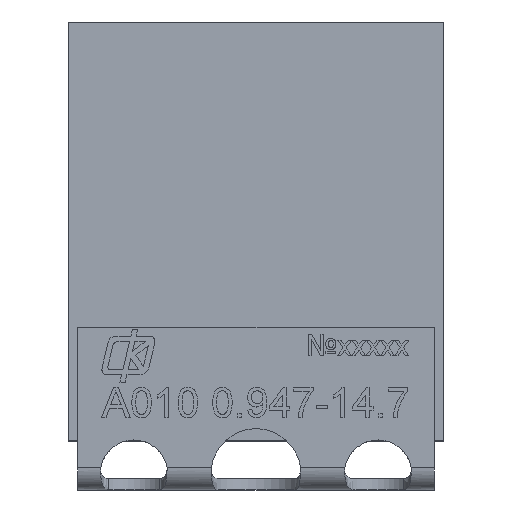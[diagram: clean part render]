
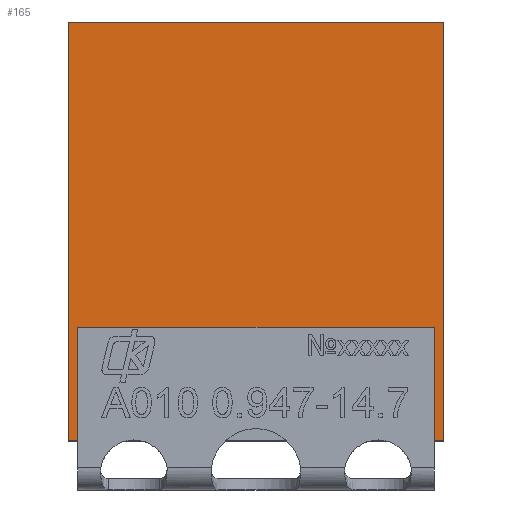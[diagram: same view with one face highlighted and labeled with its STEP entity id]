
A CAD part, top view. The second image highlights one B-rep face of the part: STEP entity #165.
In plain terms, the highlighted planar face has unit normal (0, 0, 1).
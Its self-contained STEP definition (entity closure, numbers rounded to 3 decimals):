
#165=ADVANCED_FACE('',(#3559),#3561,.F.);
#3559=FACE_BOUND('',#3560,.T.);
#3560=EDGE_LOOP('',(#8310,#8311,#8312,#8313,#8314,#8315,#8316,#8317));
#3561=PLANE('',#3562);
#3562=AXIS2_PLACEMENT_3D('',#3563,#3564,#3565);
#3563=CARTESIAN_POINT('',(-5.,5.575,1.8));
#3564=DIRECTION('',(0.,0.,-1.));
#3565=DIRECTION('',(-1.,0.,0.));
#8310=ORIENTED_EDGE('',*,*,#10302,.T.);
#8311=ORIENTED_EDGE('',*,*,#10303,.T.);
#8312=ORIENTED_EDGE('',*,*,#10304,.F.);
#8313=ORIENTED_EDGE('',*,*,#10261,.F.);
#8314=ORIENTED_EDGE('',*,*,#10305,.F.);
#8315=ORIENTED_EDGE('',*,*,#10306,.T.);
#8316=ORIENTED_EDGE('',*,*,#10307,.F.);
#8317=ORIENTED_EDGE('',*,*,#10308,.T.);
#10261=EDGE_CURVE('',#11272,#11264,#11274,.T.);
#10302=EDGE_CURVE('',#11353,#11354,#11355,.T.);
#10303=EDGE_CURVE('',#11354,#11356,#11357,.T.);
#10304=EDGE_CURVE('',#11264,#11356,#11358,.T.);
#10305=EDGE_CURVE('',#11359,#11272,#11360,.T.);
#10306=EDGE_CURVE('',#11359,#11361,#11362,.T.);
#10307=EDGE_CURVE('',#11363,#11361,#11364,.T.);
#10308=EDGE_CURVE('',#11363,#11353,#11365,.T.);
#11264=VERTEX_POINT('',#12936);
#11272=VERTEX_POINT('',#12952);
#11274=LINE('',#12956,#12957);
#11353=VERTEX_POINT('',#13117);
#11354=VERTEX_POINT('',#13118);
#11355=LINE('',#13119,#13120);
#11356=VERTEX_POINT('',#13122);
#11357=LINE('',#13123,#13124);
#11358=LINE('',#13126,#13127);
#11359=VERTEX_POINT('',#13129);
#11360=LINE('',#13130,#13131);
#11361=VERTEX_POINT('',#13133);
#11362=LINE('',#13134,#13135);
#11363=VERTEX_POINT('',#13137);
#11364=LINE('',#13138,#13139);
#11365=LINE('',#13141,#13142);
#12936=CARTESIAN_POINT('',(5.,-5.574,1.8));
#12952=CARTESIAN_POINT('',(5.,5.575,1.8));
#12956=CARTESIAN_POINT('',(5.,5.575,1.8));
#12957=VECTOR('',#12958,1.);
#12958=DIRECTION('',(0.,-1.,0.));
#13117=CARTESIAN_POINT('',(-4.75,-2.55,1.8));
#13118=CARTESIAN_POINT('',(4.75,-2.55,1.8));
#13119=CARTESIAN_POINT('',(-4.75,-2.55,1.8));
#13120=VECTOR('',#13121,1.);
#13121=DIRECTION('',(1.,0.,0.));
#13122=CARTESIAN_POINT('',(4.75,-5.574,1.8));
#13123=CARTESIAN_POINT('',(4.75,-2.55,1.8));
#13124=VECTOR('',#13125,1.);
#13125=DIRECTION('',(0.,-1.,0.));
#13126=CARTESIAN_POINT('',(5.,-5.574,1.8));
#13127=VECTOR('',#13128,1.);
#13128=DIRECTION('',(-1.,0.,0.));
#13129=CARTESIAN_POINT('',(-5.,5.575,1.8));
#13130=CARTESIAN_POINT('',(-5.,5.575,1.8));
#13131=VECTOR('',#13132,1.);
#13132=DIRECTION('',(1.,0.,0.));
#13133=CARTESIAN_POINT('',(-5.,-5.574,1.8));
#13134=CARTESIAN_POINT('',(-5.,5.575,1.8));
#13135=VECTOR('',#13136,1.);
#13136=DIRECTION('',(0.,-1.,0.));
#13137=CARTESIAN_POINT('',(-4.75,-5.574,1.8));
#13138=CARTESIAN_POINT('',(-4.75,-5.574,1.8));
#13139=VECTOR('',#13140,1.);
#13140=DIRECTION('',(-1.,0.,0.));
#13141=CARTESIAN_POINT('',(-4.75,-5.574,1.8));
#13142=VECTOR('',#13143,1.);
#13143=DIRECTION('',(0.,1.,0.));
